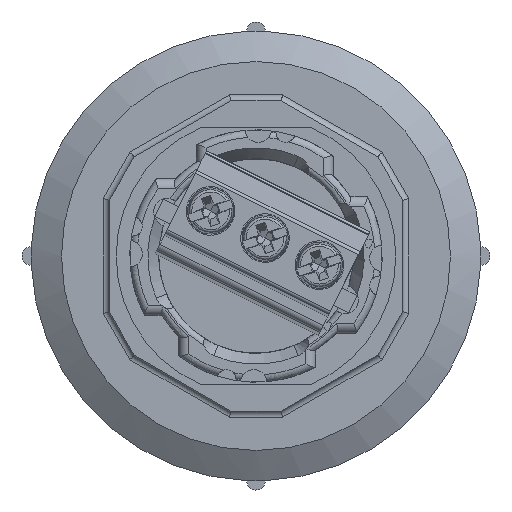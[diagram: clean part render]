
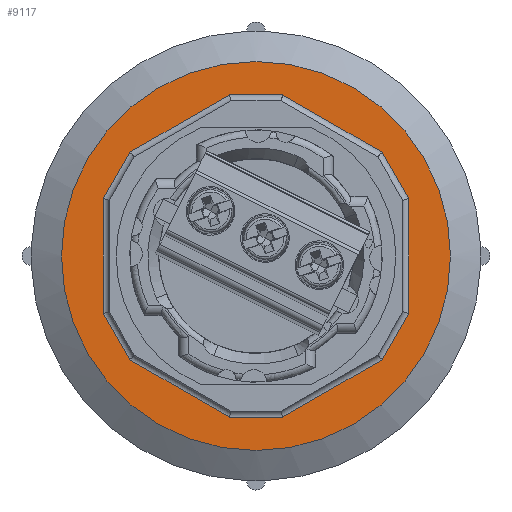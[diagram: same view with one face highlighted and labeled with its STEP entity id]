
A CAD part, front view. The second image highlights one B-rep face of the part: STEP entity #9117.
In plain terms, the highlighted planar face has unit normal (0, -1, 0).
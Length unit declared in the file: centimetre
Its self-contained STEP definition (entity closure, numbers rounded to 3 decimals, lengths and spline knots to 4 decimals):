
#942=LINE('',#14774,#1878);
#944=LINE('',#14782,#1880);
#946=LINE('',#14788,#1882);
#948=LINE('',#14795,#1884);
#950=LINE('',#14803,#1886);
#952=LINE('',#14809,#1888);
#954=LINE('',#14815,#1890);
#956=LINE('',#14820,#1892);
#958=LINE('',#14824,#1894);
#960=LINE('',#14830,#1896);
#962=LINE('',#14836,#1898);
#964=LINE('',#14841,#1900);
#1878=VECTOR('',#11899,0.9439);
#1880=VECTOR('',#11907,0.4401);
#1882=VECTOR('',#11913,0.9439);
#1884=VECTOR('',#11919,0.4401);
#1886=VECTOR('',#11927,0.4401);
#1888=VECTOR('',#11933,0.9439);
#1890=VECTOR('',#11939,0.4401);
#1892=VECTOR('',#11945,0.9439);
#1894=VECTOR('',#11949,0.9439);
#1896=VECTOR('',#11955,0.4401);
#1898=VECTOR('',#11961,0.9439);
#1900=VECTOR('',#11967,0.4401);
#2368=PLANE('',#9806);
#2463=FACE_BOUND('',#3424,.T.);
#2865=FACE_OUTER_BOUND('',#3423,.T.);
#3423=EDGE_LOOP('',(#7947));
#3424=EDGE_LOOP('',(#7948,#7949,#7950,#7951,#7952,#7953,#7954,#7955,#7956,
#7957,#7958,#7959));
#3720=CIRCLE('',#9807,1.6);
#4484=VERTEX_POINT('',#14772);
#4485=VERTEX_POINT('',#14773);
#4488=VERTEX_POINT('',#14781);
#4490=VERTEX_POINT('',#14787);
#4492=VERTEX_POINT('',#14793);
#4493=VERTEX_POINT('',#14794);
#4496=VERTEX_POINT('',#14802);
#4498=VERTEX_POINT('',#14808);
#4500=VERTEX_POINT('',#14814);
#4502=VERTEX_POINT('',#14823);
#4504=VERTEX_POINT('',#14829);
#4506=VERTEX_POINT('',#14835);
#4515=VERTEX_POINT('',#14870);
#5666=EDGE_CURVE('',#4484,#4485,#942,.T.);
#5670=EDGE_CURVE('',#4485,#4488,#944,.T.);
#5673=EDGE_CURVE('',#4488,#4490,#946,.T.);
#5676=EDGE_CURVE('',#4492,#4493,#948,.T.);
#5680=EDGE_CURVE('',#4490,#4496,#950,.T.);
#5683=EDGE_CURVE('',#4496,#4498,#952,.T.);
#5686=EDGE_CURVE('',#4498,#4500,#954,.T.);
#5689=EDGE_CURVE('',#4500,#4492,#956,.T.);
#5691=EDGE_CURVE('',#4493,#4502,#958,.T.);
#5694=EDGE_CURVE('',#4502,#4504,#960,.T.);
#5697=EDGE_CURVE('',#4504,#4506,#962,.T.);
#5700=EDGE_CURVE('',#4506,#4484,#964,.T.);
#5715=EDGE_CURVE('',#4515,#4515,#3720,.T.);
#7947=ORIENTED_EDGE('',*,*,#5715,.T.);
#7948=ORIENTED_EDGE('',*,*,#5676,.F.);
#7949=ORIENTED_EDGE('',*,*,#5689,.F.);
#7950=ORIENTED_EDGE('',*,*,#5686,.F.);
#7951=ORIENTED_EDGE('',*,*,#5683,.F.);
#7952=ORIENTED_EDGE('',*,*,#5680,.F.);
#7953=ORIENTED_EDGE('',*,*,#5673,.F.);
#7954=ORIENTED_EDGE('',*,*,#5670,.F.);
#7955=ORIENTED_EDGE('',*,*,#5666,.F.);
#7956=ORIENTED_EDGE('',*,*,#5700,.F.);
#7957=ORIENTED_EDGE('',*,*,#5697,.F.);
#7958=ORIENTED_EDGE('',*,*,#5694,.F.);
#7959=ORIENTED_EDGE('',*,*,#5691,.F.);
#9117=ADVANCED_FACE('',(#2865,#2463),#2368,.T.);
#9806=AXIS2_PLACEMENT_3D('',#14869,#11994,#11995);
#9807=AXIS2_PLACEMENT_3D('',#14871,#11996,#11997);
#11899=DIRECTION('',(0.866,0.,-0.5));
#11907=DIRECTION('',(1.,0.,0.));
#11913=DIRECTION('',(0.866,0.,0.5));
#11919=DIRECTION('',(-1.,0.,0.));
#11927=DIRECTION('',(0.5,0.,0.866));
#11933=DIRECTION('',(0.,0.,1.));
#11939=DIRECTION('',(-0.5,0.,0.866));
#11945=DIRECTION('',(-0.866,0.,0.5));
#11949=DIRECTION('',(-0.866,0.,-0.5));
#11955=DIRECTION('',(-0.5,0.,-0.866));
#11961=DIRECTION('',(0.,0.,-1.));
#11967=DIRECTION('',(0.5,0.,-0.866));
#11994=DIRECTION('center_axis',(0.,-1.,0.));
#11995=DIRECTION('ref_axis',(0.,0.,-1.));
#11996=DIRECTION('center_axis',(0.,-1.,0.));
#11997=DIRECTION('ref_axis',(1.,0.,0.));
#14772=CARTESIAN_POINT('',(-0.8999,-0.1884,-1.0367));
#14773=CARTESIAN_POINT('',(-0.0825,-0.1884,-1.5086));
#14774=CARTESIAN_POINT('',(-0.1292,-0.1884,-1.4817));
#14781=CARTESIAN_POINT('',(0.3576,-0.1884,-1.5086));
#14782=CARTESIAN_POINT('',(0.7817,-0.1884,-1.5086));
#14787=CARTESIAN_POINT('',(1.175,-0.1884,-1.0367));
#14788=CARTESIAN_POINT('',(1.1283,-0.1884,-1.0636));
#14793=CARTESIAN_POINT('',(0.3576,-0.1884,1.1414));
#14794=CARTESIAN_POINT('',(-0.0825,-0.1884,1.1414));
#14795=CARTESIAN_POINT('',(0.9883,-0.1884,1.1414));
#14802=CARTESIAN_POINT('',(1.3951,-0.1884,-0.6556));
#14803=CARTESIAN_POINT('',(1.4202,-0.1884,-0.612));
#14808=CARTESIAN_POINT('',(1.3951,-0.1884,0.2883));
#14809=CARTESIAN_POINT('',(1.3951,-0.1884,-0.4129));
#14814=CARTESIAN_POINT('',(1.175,-0.1884,0.6694));
#14815=CARTESIAN_POINT('',(1.5236,-0.1884,0.0658));
#14820=CARTESIAN_POINT('',(1.5254,-0.1884,0.4671));
#14823=CARTESIAN_POINT('',(-0.8999,-0.1884,0.6694));
#14824=CARTESIAN_POINT('',(0.2679,-0.1884,1.3437));
#14829=CARTESIAN_POINT('',(-1.1199,-0.1884,0.2883));
#14830=CARTESIAN_POINT('',(-0.7714,-0.1884,0.892));
#14835=CARTESIAN_POINT('',(-1.1199,-0.1884,-0.6556));
#14836=CARTESIAN_POINT('',(-1.1199,-0.1884,0.0457));
#14841=CARTESIAN_POINT('',(-0.8747,-0.1884,-1.0803));
#14869=CARTESIAN_POINT('Origin',(1.6324,-0.1884,-0.1836));
#14870=CARTESIAN_POINT('',(1.7376,-0.1884,-0.1836));
#14871=CARTESIAN_POINT('Origin',(0.1376,-0.1884,-0.1836));
